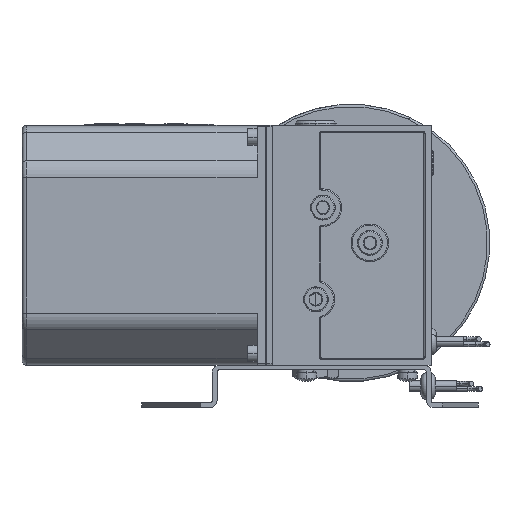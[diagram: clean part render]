
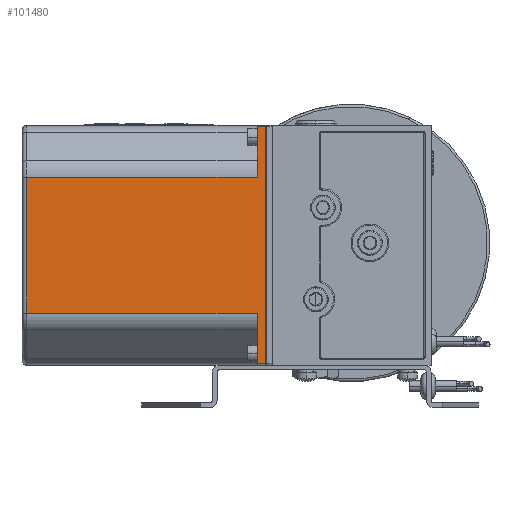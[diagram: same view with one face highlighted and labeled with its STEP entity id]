
A CAD part, front view. The second image highlights one B-rep face of the part: STEP entity #101480.
In plain terms, the highlighted planar face has unit normal (0, -1, 0).
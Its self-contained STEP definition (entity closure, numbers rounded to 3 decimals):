
#1038 = VECTOR ( 'NONE', #58676, 1000. ) ;
#1064 = LINE ( 'NONE', #118556, #87043 ) ;
#3089 = VERTEX_POINT ( 'NONE', #68746 ) ;
#3527 = CARTESIAN_POINT ( 'NONE',  ( -74., 0., -22.142 ) ) ;
#5061 = EDGE_CURVE ( 'NONE', #124029, #55210, #106347, .T. ) ;
#5280 = DIRECTION ( 'NONE',  ( -1., 0., 0. ) ) ;
#5388 = VERTEX_POINT ( 'NONE', #131487 ) ;
#10753 = VERTEX_POINT ( 'NONE', #3527 ) ;
#11984 = VECTOR ( 'NONE', #94048, 1000. ) ;
#14594 = EDGE_CURVE ( 'NONE', #34873, #3089, #56154, .T. ) ;
#15221 = AXIS2_PLACEMENT_3D ( 'NONE', #78451, #108819, #88479 ) ;
#16929 = ORIENTED_EDGE ( 'NONE', *, *, #112255, .T. ) ;
#17174 = CARTESIAN_POINT ( 'NONE',  ( -74., 0., -102. ) ) ;
#18046 = DIRECTION ( 'NONE',  ( 0., 0., -1. ) ) ;
#18307 = ORIENTED_EDGE ( 'NONE', *, *, #100552, .T. ) ;
#18909 = CARTESIAN_POINT ( 'NONE',  ( -70.5, 0., -102. ) ) ;
#21118 = ORIENTED_EDGE ( 'NONE', *, *, #14594, .T. ) ;
#21195 = DIRECTION ( 'NONE',  ( 1., 0., 0. ) ) ;
#23658 = VECTOR ( 'NONE', #97120, 1000. ) ;
#32924 = EDGE_CURVE ( 'NONE', #10753, #34873, #1064, .T. ) ;
#34873 = VERTEX_POINT ( 'NONE', #129001 ) ;
#35255 = CARTESIAN_POINT ( 'NONE',  ( -74., 0., -102. ) ) ;
#35354 = CARTESIAN_POINT ( 'NONE',  ( -74., 0., -79.858 ) ) ;
#36327 = PLANE ( 'NONE',  #15221 ) ;
#37502 = CARTESIAN_POINT ( 'NONE',  ( -74., 0., -0.5 ) ) ;
#37600 = CARTESIAN_POINT ( 'NONE',  ( -74., 0., -101.5 ) ) ;
#38415 = VECTOR ( 'NONE', #18046, 1000. ) ;
#45632 = FACE_OUTER_BOUND ( 'NONE', #95623, .T. ) ;
#45753 = LINE ( 'NONE', #35255, #99283 ) ;
#46612 = VECTOR ( 'NONE', #21195, 1000. ) ;
#52809 = CARTESIAN_POINT ( 'NONE',  ( -174., 0., -0.5 ) ) ;
#55210 = VERTEX_POINT ( 'NONE', #112867 ) ;
#56094 = DIRECTION ( 'NONE',  ( 0., 0., -1. ) ) ;
#56154 = LINE ( 'NONE', #120720, #1038 ) ;
#56717 = VERTEX_POINT ( 'NONE', #35354 ) ;
#58676 = DIRECTION ( 'NONE',  ( 0., 0., -1. ) ) ;
#59889 = VECTOR ( 'NONE', #62753, 1000. ) ;
#62753 = DIRECTION ( 'NONE',  ( -1., 0., 0. ) ) ;
#66523 = ORIENTED_EDGE ( 'NONE', *, *, #129838, .T. ) ;
#68746 = CARTESIAN_POINT ( 'NONE',  ( -172., 0., -79.858 ) ) ;
#72973 = ORIENTED_EDGE ( 'NONE', *, *, #116447, .T. ) ;
#78451 = CARTESIAN_POINT ( 'NONE',  ( -174., 0., -102. ) ) ;
#78852 = LINE ( 'NONE', #17174, #38415 ) ;
#79681 = ORIENTED_EDGE ( 'NONE', *, *, #32924, .T. ) ;
#81828 = ORIENTED_EDGE ( 'NONE', *, *, #5061, .T. ) ;
#87018 = VERTEX_POINT ( 'NONE', #37502 ) ;
#87043 = VECTOR ( 'NONE', #5280, 1000. ) ;
#87199 = CARTESIAN_POINT ( 'NONE',  ( -174., 0., -101.5 ) ) ;
#88479 = DIRECTION ( 'NONE',  ( 0., 0., -1. ) ) ;
#94048 = DIRECTION ( 'NONE',  ( 0., 0., 1. ) ) ;
#95623 = EDGE_LOOP ( 'NONE', ( #18307, #81828, #98692, #72973, #16929, #79681, #21118, #66523 ) ) ;
#97120 = DIRECTION ( 'NONE',  ( 1., 0., 0. ) ) ;
#98692 = ORIENTED_EDGE ( 'NONE', *, *, #123182, .T. ) ;
#99283 = VECTOR ( 'NONE', #56094, 1000. ) ;
#100552 = EDGE_CURVE ( 'NONE', #56717, #124029, #45753, .T. ) ;
#101480 = ADVANCED_FACE ( 'NONE', ( #45632 ), #36327, .F. ) ;
#104151 = CARTESIAN_POINT ( 'NONE',  ( -70.5, 0., -79.858 ) ) ;
#106347 = LINE ( 'NONE', #87199, #23658 ) ;
#108819 = DIRECTION ( 'NONE',  ( 0., 1., 0. ) ) ;
#109801 = LINE ( 'NONE', #104151, #46612 ) ;
#112255 = EDGE_CURVE ( 'NONE', #87018, #10753, #78852, .T. ) ;
#112867 = CARTESIAN_POINT ( 'NONE',  ( -70.5, 0., -101.5 ) ) ;
#116447 = EDGE_CURVE ( 'NONE', #5388, #87018, #127980, .T. ) ;
#118556 = CARTESIAN_POINT ( 'NONE',  ( -174., 0., -22.142 ) ) ;
#120720 = CARTESIAN_POINT ( 'NONE',  ( -172., 0., -79.858 ) ) ;
#122214 = LINE ( 'NONE', #18909, #11984 ) ;
#123182 = EDGE_CURVE ( 'NONE', #55210, #5388, #122214, .T. ) ;
#124029 = VERTEX_POINT ( 'NONE', #37600 ) ;
#127980 = LINE ( 'NONE', #52809, #59889 ) ;
#129001 = CARTESIAN_POINT ( 'NONE',  ( -172., 0., -22.142 ) ) ;
#129838 = EDGE_CURVE ( 'NONE', #3089, #56717, #109801, .T. ) ;
#131487 = CARTESIAN_POINT ( 'NONE',  ( -70.5, 0., -0.5 ) ) ;
